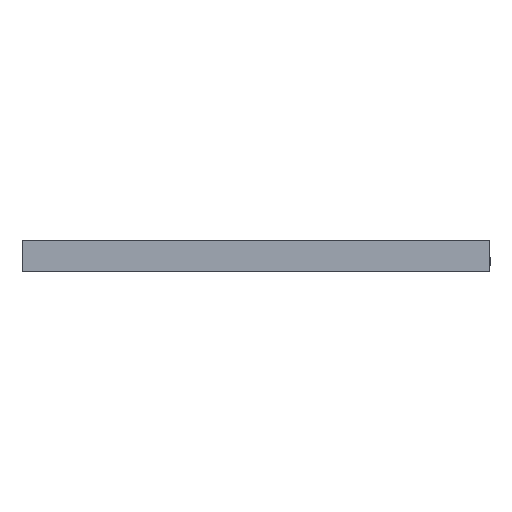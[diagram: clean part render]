
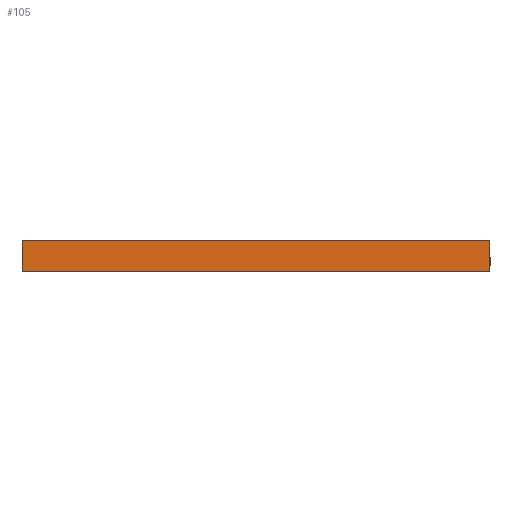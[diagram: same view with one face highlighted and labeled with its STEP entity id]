
A CAD part, left-side view. The second image highlights one B-rep face of the part: STEP entity #105.
In plain terms, the highlighted planar face has unit normal (-1, 0, 0).
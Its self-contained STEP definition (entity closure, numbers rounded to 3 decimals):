
#105=ADVANCED_FACE('',(#213),#1858,.T.);
#213=FACE_OUTER_BOUND('',#323,.T.);
#323=EDGE_LOOP('',(#656,#657,#658,#659));
#656=ORIENTED_EDGE('',*,*,#1162,.T.);
#657=ORIENTED_EDGE('',*,*,#1161,.T.);
#658=ORIENTED_EDGE('',*,*,#1163,.F.);
#659=ORIENTED_EDGE('',*,*,#1164,.F.);
#1161=EDGE_CURVE('',#1712,#1713,#1291,.T.);
#1162=EDGE_CURVE('',#1714,#1712,#1292,.T.);
#1163=EDGE_CURVE('',#1715,#1713,#1293,.T.);
#1164=EDGE_CURVE('',#1714,#1715,#1294,.T.);
#1291=B_SPLINE_CURVE_WITH_KNOTS('',1,(#3214,#3215),.UNSPECIFIED.,.F.,.F.,
(2,2),(0.,8.),.UNSPECIFIED.);
#1292=B_SPLINE_CURVE_WITH_KNOTS('',1,(#3216,#3217),.UNSPECIFIED.,.F.,.F.,
(2,2),(1.,2.),.UNSPECIFIED.);
#1293=B_SPLINE_CURVE_WITH_KNOTS('',1,(#3218,#3219),.UNSPECIFIED.,.F.,.F.,
(2,2),(1.,2.),.UNSPECIFIED.);
#1294=B_SPLINE_CURVE_WITH_KNOTS('',1,(#3220,#3221),.UNSPECIFIED.,.F.,.F.,
(2,2),(0.,8.),.UNSPECIFIED.);
#1712=VERTEX_POINT('',#2514);
#1713=VERTEX_POINT('',#2515);
#1714=VERTEX_POINT('',#2516);
#1715=VERTEX_POINT('',#2517);
#1858=PLANE('',#2024);
#2024=AXIS2_PLACEMENT_3D('',#2334,#2129,$);
#2129=DIRECTION('',(-1.,0.,0.));
#2334=CARTESIAN_POINT('',(-65.,-60.18,15.));
#2514=CARTESIAN_POINT('',(-65.,60.18,15.));
#2515=CARTESIAN_POINT('',(-65.,60.18,7.));
#2516=CARTESIAN_POINT('',(-65.,-60.18,15.));
#2517=CARTESIAN_POINT('',(-65.,-60.18,7.));
#3214=CARTESIAN_POINT('',(-65.,60.18,15.));
#3215=CARTESIAN_POINT('',(-65.,60.18,7.));
#3216=CARTESIAN_POINT('',(-65.,-60.18,15.));
#3217=CARTESIAN_POINT('',(-65.,60.18,15.));
#3218=CARTESIAN_POINT('',(-65.,-60.18,7.));
#3219=CARTESIAN_POINT('',(-65.,60.18,7.));
#3220=CARTESIAN_POINT('',(-65.,-60.18,15.));
#3221=CARTESIAN_POINT('',(-65.,-60.18,7.));
